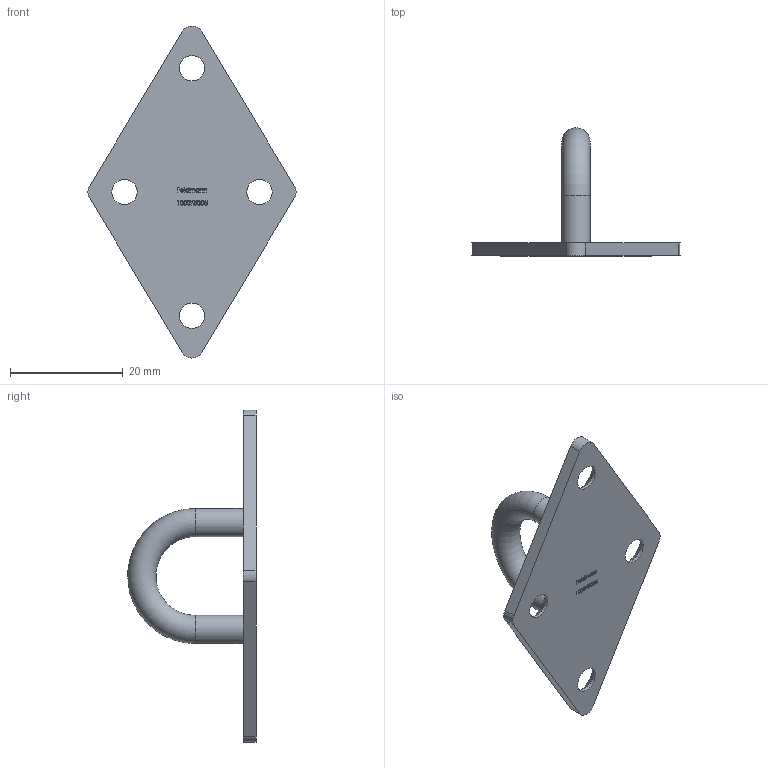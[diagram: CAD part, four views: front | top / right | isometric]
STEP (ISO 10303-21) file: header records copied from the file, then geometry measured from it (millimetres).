
FILE_DESCRIPTION (( 'STEP AP203' ), '1' );
FILE_NAME ('100075005.step', '2023-05-03T09:19:17', ( '' ), ( '' ), 'SwSTEP 2.0', 'SolidWorks 2018', '' );
FILE_SCHEMA (( 'CONFIG_CONTROL_DESIGN' ));
Length unit declared in the file: millimetre
Products named in the file (1): 100075005
Bounding box: 36.99 x 22.77 x 59 mm (x, y, z)
Volume: 3370.5 mm3; surface area: 3340.6 mm2
Topology: 1 solids, 1 shells, 233 faces, 613 edges, 407 vertices
Faces by surface type: plane 109, bspline 109, cylinder 10, cone 4, torus 1
Full cylindrical faces by diameter (mm): 4.5 x4, 5 x2
Entity records: 13942 total; most frequent: CARTESIAN_POINT 8862, ORIENTED_EDGE 1202, DIRECTION 657, EDGE_CURVE 601, VERTEX_POINT 406, VECTOR 359, LINE 359, EDGE_LOOP 279
